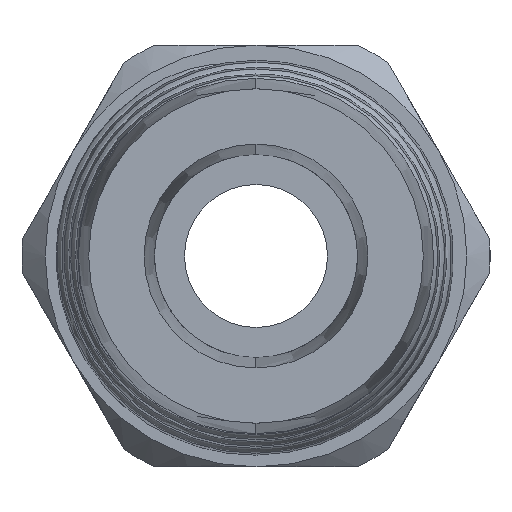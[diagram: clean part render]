
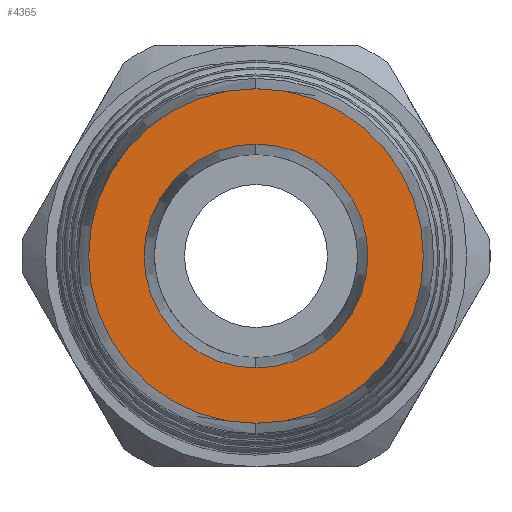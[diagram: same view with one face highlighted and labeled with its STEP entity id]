
A CAD part, left-side view. The second image highlights one B-rep face of the part: STEP entity #4365.
In plain terms, the highlighted planar face has unit normal (-1, 0, 0).
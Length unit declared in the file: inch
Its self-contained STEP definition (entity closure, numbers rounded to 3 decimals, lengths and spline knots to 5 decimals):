
#540 = VERTEX_POINT ( 'NONE', #5821 ) ;
#542 = EDGE_CURVE ( 'NONE', #540, #544, #5820, .T. ) ;
#544 = VERTEX_POINT ( 'NONE', #5886 ) ;
#4357 = ORIENTED_EDGE ( 'NONE', *, *, #4361, .F. ) ;
#4358 = EDGE_LOOP ( 'NONE', ( #4357, #7639 ) ) ;
#4359 = ORIENTED_EDGE ( 'NONE', *, *, #4362, .T. ) ;
#4360 = ORIENTED_EDGE ( 'NONE', *, *, #542, .T. ) ;
#4361 = EDGE_CURVE ( 'NONE', #4611, #4620, #6446, .T. ) ;
#4362 = EDGE_CURVE ( 'NONE', #544, #540, #6514, .T. ) ;
#4363 = EDGE_LOOP ( 'NONE', ( #4359, #4360 ) ) ;
#4365 = ADVANCED_FACE ( 'NONE', ( #6508, #6507 ), #6506, .T. ) ;
#4606 = EDGE_CURVE ( 'NONE', #4620, #4611, #6726, .T. ) ;
#4611 = VERTEX_POINT ( 'NONE', #6797 ) ;
#4620 = VERTEX_POINT ( 'NONE', #6823 ) ;
#5816 = DIRECTION ( 'NONE',  ( 0., 0., 1. ) ) ;
#5817 = DIRECTION ( 'NONE',  ( -1., 0., 0. ) ) ;
#5818 = CARTESIAN_POINT ( 'NONE',  ( -2.44, 0., 0. ) ) ;
#5819 = AXIS2_PLACEMENT_3D ( 'NONE', #5818, #5817, #5816 ) ;
#5820 = CIRCLE ( 'NONE', #5819, 0.23411 ) ;
#5821 = CARTESIAN_POINT ( 'NONE',  ( -2.44, 0., -0.23411 ) ) ;
#5886 = CARTESIAN_POINT ( 'NONE',  ( -2.44, 0., 0.23411 ) ) ;
#6442 = DIRECTION ( 'NONE',  ( 0., 0., 1. ) ) ;
#6443 = DIRECTION ( 'NONE',  ( -1., 0., 0. ) ) ;
#6444 = CARTESIAN_POINT ( 'NONE',  ( -2.44, 0., 0. ) ) ;
#6445 = AXIS2_PLACEMENT_3D ( 'NONE', #6444, #6443, #6442 ) ;
#6446 = CIRCLE ( 'NONE', #6445, 0.15657 ) ;
#6502 = DIRECTION ( 'NONE',  ( 0., 0., 1. ) ) ;
#6503 = DIRECTION ( 'NONE',  ( -1., 0., 0. ) ) ;
#6504 = CARTESIAN_POINT ( 'NONE',  ( -2.44, 0., 0. ) ) ;
#6505 = AXIS2_PLACEMENT_3D ( 'NONE', #6504, #6503, #6502 ) ;
#6506 = PLANE ( 'NONE',  #6505 ) ;
#6507 = FACE_BOUND ( 'NONE', #4358, .T. ) ;
#6508 = FACE_OUTER_BOUND ( 'NONE', #4363, .T. ) ;
#6510 = DIRECTION ( 'NONE',  ( 0., 0., 1. ) ) ;
#6511 = DIRECTION ( 'NONE',  ( -1., 0., 0. ) ) ;
#6512 = CARTESIAN_POINT ( 'NONE',  ( -2.44, 0., 0. ) ) ;
#6513 = AXIS2_PLACEMENT_3D ( 'NONE', #6512, #6511, #6510 ) ;
#6514 = CIRCLE ( 'NONE', #6513, 0.23411 ) ;
#6722 = DIRECTION ( 'NONE',  ( 0., 0., 1. ) ) ;
#6723 = DIRECTION ( 'NONE',  ( -1., 0., 0. ) ) ;
#6724 = CARTESIAN_POINT ( 'NONE',  ( -2.44, 0., 0. ) ) ;
#6725 = AXIS2_PLACEMENT_3D ( 'NONE', #6724, #6723, #6722 ) ;
#6726 = CIRCLE ( 'NONE', #6725, 0.15657 ) ;
#6797 = CARTESIAN_POINT ( 'NONE',  ( -2.44, 0., 0.15657 ) ) ;
#6823 = CARTESIAN_POINT ( 'NONE',  ( -2.44, 0., -0.15657 ) ) ;
#7639 = ORIENTED_EDGE ( 'NONE', *, *, #4606, .F. ) ;
